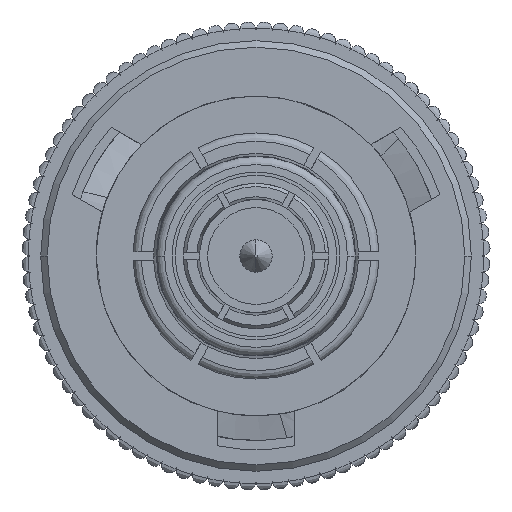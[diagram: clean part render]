
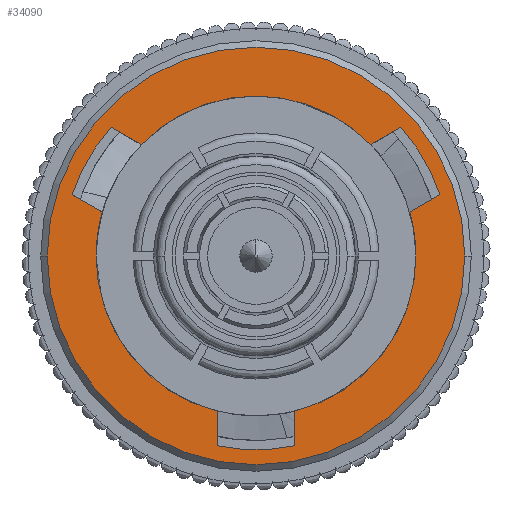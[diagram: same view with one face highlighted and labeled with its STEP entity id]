
A CAD part, left-side view. The second image highlights one B-rep face of the part: STEP entity #34090.
In plain terms, the highlighted face is planar.
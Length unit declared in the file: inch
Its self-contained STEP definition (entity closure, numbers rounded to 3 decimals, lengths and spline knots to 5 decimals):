
#3 = VECTOR ( 'NONE', #6232, 39.37008 ) ;
#149 = EDGE_CURVE ( 'NONE', #13911, #25245, #22714, .T. ) ;
#228 = PLANE ( 'NONE',  #34423 ) ;
#481 = CARTESIAN_POINT ( 'NONE',  ( 0., -0.15683, -0.17664 ) ) ;
#753 = DIRECTION ( 'NONE',  ( -1., 0., 0. ) ) ;
#839 = VERTEX_POINT ( 'NONE', #13214 ) ;
#883 = AXIS2_PLACEMENT_3D ( 'NONE', #5884, #22730, #6248 ) ;
#975 = CIRCLE ( 'NONE', #4446, 0.2545 ) ;
#1109 = EDGE_CURVE ( 'NONE', #30827, #35042, #11169, .T. ) ;
#1502 = CARTESIAN_POINT ( 'NONE',  ( 0., 0., 0.2545 ) ) ;
#1601 = VECTOR ( 'NONE', #16227, 39.37008 ) ;
#1742 = VERTEX_POINT ( 'NONE', #3617 ) ;
#1784 = ORIENTED_EDGE ( 'NONE', *, *, #2654, .T. ) ;
#2486 = CARTESIAN_POINT ( 'NONE',  ( 0., 0., 0. ) ) ;
#2654 = EDGE_CURVE ( 'NONE', #16082, #18385, #35637, .T. ) ;
#2948 = EDGE_LOOP ( 'NONE', ( #17486, #1784, #26006, #13172, #29231, #13294, #25078, #13198, #3834, #35636, #27054, #23844, #13610, #15646 ) ) ;
#3108 = CARTESIAN_POINT ( 'NONE',  ( 0., 0., 0. ) ) ;
#3369 = VERTEX_POINT ( 'NONE', #6544 ) ;
#3617 = CARTESIAN_POINT ( 'NONE',  ( 0., -0.1357, -0.14004 ) ) ;
#3707 = CARTESIAN_POINT ( 'NONE',  ( 0., -0.07456, 0.22414 ) ) ;
#3834 = ORIENTED_EDGE ( 'NONE', *, *, #30886, .F. ) ;
#4256 = CARTESIAN_POINT ( 'NONE',  ( 0., 0., 0. ) ) ;
#4373 = CARTESIAN_POINT ( 'NONE',  ( 0., 0., -0.2545 ) ) ;
#4446 = AXIS2_PLACEMENT_3D ( 'NONE', #22230, #24951, #33334 ) ;
#4779 = DIRECTION ( 'NONE',  ( 0., 0., 1. ) ) ;
#5037 = DIRECTION ( 'NONE',  ( -1., 0., 0. ) ) ;
#5143 = VERTEX_POINT ( 'NONE', #28836 ) ;
#5344 = CARTESIAN_POINT ( 'NONE',  ( 0., -0.15683, -0.17664 ) ) ;
#5544 = CARTESIAN_POINT ( 'NONE',  ( 0., 0., 0.195 ) ) ;
#5587 = AXIS2_PLACEMENT_3D ( 'NONE', #3108, #33583, #26409 ) ;
#5709 = EDGE_CURVE ( 'NONE', #3369, #13911, #19472, .T. ) ;
#5884 = CARTESIAN_POINT ( 'NONE',  ( 0., 0., 0. ) ) ;
#5891 = CARTESIAN_POINT ( 'NONE',  ( 0., 0., 0. ) ) ;
#6190 = DIRECTION ( 'NONE',  ( -1., 0., 0. ) ) ;
#6232 = DIRECTION ( 'NONE',  ( 0., 0.5, -0.866 ) ) ;
#6248 = DIRECTION ( 'NONE',  ( 0., 0., 1. ) ) ;
#6377 = EDGE_CURVE ( 'NONE', #9233, #30408, #975, .T. ) ;
#6544 = CARTESIAN_POINT ( 'NONE',  ( 0., -0.07456, 0.22414 ) ) ;
#6592 = LINE ( 'NONE', #25995, #15788 ) ;
#6711 = CARTESIAN_POINT ( 'NONE',  ( 0., 0., 0. ) ) ;
#7227 = VECTOR ( 'NONE', #17461, 39.37008 ) ;
#8300 = ORIENTED_EDGE ( 'NONE', *, *, #6377, .F. ) ;
#9233 = VERTEX_POINT ( 'NONE', #1502 ) ;
#9285 = DIRECTION ( 'NONE',  ( 0., 0., 1. ) ) ;
#9415 = AXIS2_PLACEMENT_3D ( 'NONE', #4256, #12588, #4779 ) ;
#9530 = CIRCLE ( 'NONE', #883, 0.23622 ) ;
#9945 = LINE ( 'NONE', #26509, #19899 ) ;
#10206 = CIRCLE ( 'NONE', #11406, 0.2545 ) ;
#10484 = CIRCLE ( 'NONE', #15740, 0.23622 ) ;
#10594 = CIRCLE ( 'NONE', #15247, 0.195 ) ;
#11104 = CARTESIAN_POINT ( 'NONE',  ( 0., -0.15683, 0.17664 ) ) ;
#11169 = CIRCLE ( 'NONE', #9415, 0.195 ) ;
#11216 = DIRECTION ( 'NONE',  ( 0., 0., 1. ) ) ;
#11406 = AXIS2_PLACEMENT_3D ( 'NONE', #33022, #19387, #11216 ) ;
#11462 = CARTESIAN_POINT ( 'NONE',  ( 0., 0.195, 0. ) ) ;
#11494 = LINE ( 'NONE', #3707, #7227 ) ;
#11516 = DIRECTION ( 'NONE',  ( 0., 0., 1. ) ) ;
#11857 = AXIS2_PLACEMENT_3D ( 'NONE', #5891, #16944, #9285 ) ;
#12588 = DIRECTION ( 'NONE',  ( -1., 0., 0. ) ) ;
#13172 = ORIENTED_EDGE ( 'NONE', *, *, #30922, .F. ) ;
#13198 = ORIENTED_EDGE ( 'NONE', *, *, #5709, .F. ) ;
#13214 = CARTESIAN_POINT ( 'NONE',  ( 0., 0.18913, -0.0475 ) ) ;
#13294 = ORIENTED_EDGE ( 'NONE', *, *, #29019, .T. ) ;
#13610 = ORIENTED_EDGE ( 'NONE', *, *, #27351, .F. ) ;
#13911 = VERTEX_POINT ( 'NONE', #22183 ) ;
#13959 = CARTESIAN_POINT ( 'NONE',  ( 0., -0.05343, 0.18754 ) ) ;
#14658 = EDGE_LOOP ( 'NONE', ( #8300, #17047 ) ) ;
#14766 = VERTEX_POINT ( 'NONE', #5344 ) ;
#15135 = CARTESIAN_POINT ( 'NONE',  ( 0., -0.1357, 0.14004 ) ) ;
#15247 = AXIS2_PLACEMENT_3D ( 'NONE', #20297, #753, #31393 ) ;
#15646 = ORIENTED_EDGE ( 'NONE', *, *, #32507, .F. ) ;
#15740 = AXIS2_PLACEMENT_3D ( 'NONE', #35874, #27704, #11516 ) ;
#15788 = VECTOR ( 'NONE', #17653, 39.37008 ) ;
#15857 = VERTEX_POINT ( 'NONE', #13959 ) ;
#16082 = VERTEX_POINT ( 'NONE', #22832 ) ;
#16227 = DIRECTION ( 'NONE',  ( 0., 0.5, 0.866 ) ) ;
#16610 = LINE ( 'NONE', #24570, #1601 ) ;
#16944 = DIRECTION ( 'NONE',  ( -1., 0., 0. ) ) ;
#17029 = EDGE_CURVE ( 'NONE', #15857, #30827, #34549, .T. ) ;
#17047 = ORIENTED_EDGE ( 'NONE', *, *, #24734, .F. ) ;
#17089 = CARTESIAN_POINT ( 'NONE',  ( 0., -0.07456, -0.22414 ) ) ;
#17461 = DIRECTION ( 'NONE',  ( 0., -0.5, 0.866 ) ) ;
#17486 = ORIENTED_EDGE ( 'NONE', *, *, #29765, .T. ) ;
#17653 = DIRECTION ( 'NONE',  ( 0., 1., 0. ) ) ;
#17768 = CARTESIAN_POINT ( 'NONE',  ( 0., -0.05343, -0.18754 ) ) ;
#18137 = VECTOR ( 'NONE', #22576, 39.37008 ) ;
#18385 = VERTEX_POINT ( 'NONE', #17768 ) ;
#18546 = EDGE_CURVE ( 'NONE', #24245, #18385, #16610, .T. ) ;
#19387 = DIRECTION ( 'NONE',  ( -1., 0., 0. ) ) ;
#19402 = CARTESIAN_POINT ( 'NONE',  ( 0., 0.2314, 0.0475 ) ) ;
#19472 = CIRCLE ( 'NONE', #5587, 0.23622 ) ;
#19694 = VERTEX_POINT ( 'NONE', #19402 ) ;
#19899 = VECTOR ( 'NONE', #26140, 39.37008 ) ;
#19951 = DIRECTION ( 'NONE',  ( 0., 0., 1. ) ) ;
#20297 = CARTESIAN_POINT ( 'NONE',  ( 0., 0., 0. ) ) ;
#21014 = EDGE_CURVE ( 'NONE', #1742, #14766, #25317, .T. ) ;
#21754 = AXIS2_PLACEMENT_3D ( 'NONE', #6711, #6190, #19951 ) ;
#21810 = FACE_OUTER_BOUND ( 'NONE', #14658, .T. ) ;
#22183 = CARTESIAN_POINT ( 'NONE',  ( 0., -0.15683, 0.17664 ) ) ;
#22230 = CARTESIAN_POINT ( 'NONE',  ( 0., 0., 0. ) ) ;
#22576 = DIRECTION ( 'NONE',  ( 0., -0.5, -0.866 ) ) ;
#22714 = LINE ( 'NONE', #11104, #3 ) ;
#22730 = DIRECTION ( 'NONE',  ( 1., 0., 0. ) ) ;
#22832 = CARTESIAN_POINT ( 'NONE',  ( 0., 0., -0.195 ) ) ;
#23844 = ORIENTED_EDGE ( 'NONE', *, *, #35649, .F. ) ;
#24245 = VERTEX_POINT ( 'NONE', #17089 ) ;
#24570 = CARTESIAN_POINT ( 'NONE',  ( 0., -0.07456, -0.22414 ) ) ;
#24734 = EDGE_CURVE ( 'NONE', #30408, #9233, #10206, .T. ) ;
#24951 = DIRECTION ( 'NONE',  ( -1., 0., 0. ) ) ;
#25078 = ORIENTED_EDGE ( 'NONE', *, *, #149, .F. ) ;
#25245 = VERTEX_POINT ( 'NONE', #15135 ) ;
#25317 = LINE ( 'NONE', #481, #18137 ) ;
#25491 = CARTESIAN_POINT ( 'NONE',  ( 0., 0.18913, 0.0475 ) ) ;
#25995 = CARTESIAN_POINT ( 'NONE',  ( 0., 0.2314, -0.0475 ) ) ;
#26006 = ORIENTED_EDGE ( 'NONE', *, *, #18546, .F. ) ;
#26140 = DIRECTION ( 'NONE',  ( 0., -1., 0. ) ) ;
#26409 = DIRECTION ( 'NONE',  ( 0., 0., 1. ) ) ;
#26509 = CARTESIAN_POINT ( 'NONE',  ( 0., 0.2314, 0.0475 ) ) ;
#27054 = ORIENTED_EDGE ( 'NONE', *, *, #1109, .T. ) ;
#27351 = EDGE_CURVE ( 'NONE', #5143, #19694, #10484, .T. ) ;
#27704 = DIRECTION ( 'NONE',  ( 1., 0., 0. ) ) ;
#27811 = FACE_BOUND ( 'NONE', #2948, .T. ) ;
#27979 = DIRECTION ( 'NONE',  ( -1., 0., 0. ) ) ;
#28836 = CARTESIAN_POINT ( 'NONE',  ( 0., 0.2314, -0.0475 ) ) ;
#29019 = EDGE_CURVE ( 'NONE', #1742, #25245, #10594, .T. ) ;
#29193 = CIRCLE ( 'NONE', #31522, 0.195 ) ;
#29231 = ORIENTED_EDGE ( 'NONE', *, *, #21014, .F. ) ;
#29765 = EDGE_CURVE ( 'NONE', #839, #16082, #29193, .T. ) ;
#30408 = VERTEX_POINT ( 'NONE', #4373 ) ;
#30550 = DIRECTION ( 'NONE',  ( 0., 0., 1. ) ) ;
#30827 = VERTEX_POINT ( 'NONE', #5544 ) ;
#30886 = EDGE_CURVE ( 'NONE', #15857, #3369, #11494, .T. ) ;
#30922 = EDGE_CURVE ( 'NONE', #14766, #24245, #9530, .T. ) ;
#31393 = DIRECTION ( 'NONE',  ( 0., 0., 1. ) ) ;
#31522 = AXIS2_PLACEMENT_3D ( 'NONE', #2486, #5037, #35711 ) ;
#32507 = EDGE_CURVE ( 'NONE', #839, #5143, #6592, .T. ) ;
#33022 = CARTESIAN_POINT ( 'NONE',  ( 0., 0., 0. ) ) ;
#33334 = DIRECTION ( 'NONE',  ( 0., 0., 1. ) ) ;
#33583 = DIRECTION ( 'NONE',  ( 1., 0., 0. ) ) ;
#34090 = ADVANCED_FACE ( 'NONE', ( #21810, #27811 ), #228, .F. ) ;
#34423 = AXIS2_PLACEMENT_3D ( 'NONE', #11462, #27979, #30550 ) ;
#34549 = CIRCLE ( 'NONE', #21754, 0.195 ) ;
#35042 = VERTEX_POINT ( 'NONE', #25491 ) ;
#35636 = ORIENTED_EDGE ( 'NONE', *, *, #17029, .T. ) ;
#35637 = CIRCLE ( 'NONE', #11857, 0.195 ) ;
#35649 = EDGE_CURVE ( 'NONE', #19694, #35042, #9945, .T. ) ;
#35711 = DIRECTION ( 'NONE',  ( 0., 0., 1. ) ) ;
#35874 = CARTESIAN_POINT ( 'NONE',  ( 0., 0., 0. ) ) ;
